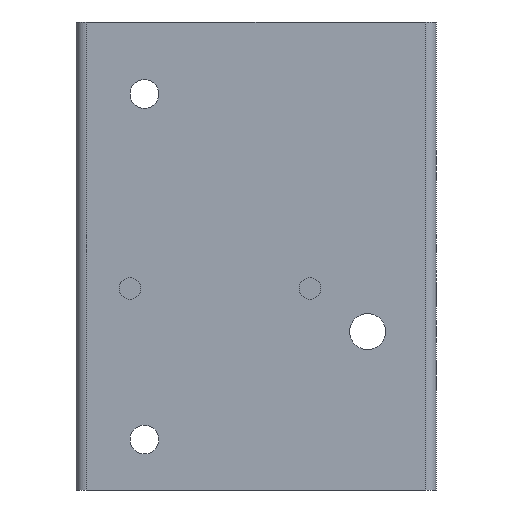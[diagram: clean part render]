
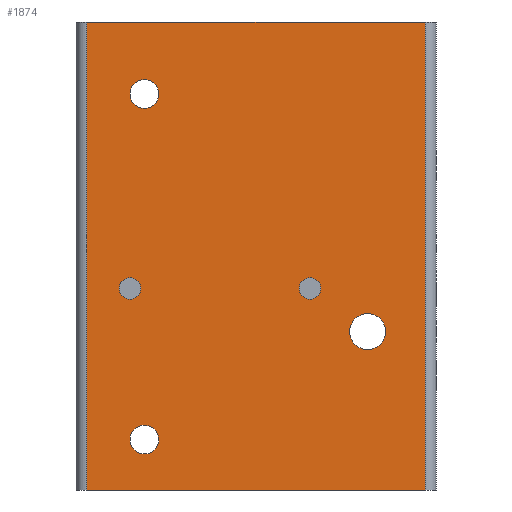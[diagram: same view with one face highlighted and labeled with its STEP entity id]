
A CAD part, left-side view. The second image highlights one B-rep face of the part: STEP entity #1874.
In plain terms, the highlighted planar face has unit normal (-1, 0, 0).
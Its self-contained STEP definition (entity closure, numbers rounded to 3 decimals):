
#1 = DIRECTION ( 'NONE',  ( -1., 0., 0. ) ) ;
#12 = DIRECTION ( 'NONE',  ( 0., 0., -1. ) ) ;
#55 = EDGE_CURVE ( 'NONE', #2078, #2715, #1060, .T. ) ;
#90 = AXIS2_PLACEMENT_3D ( 'NONE', #837, #2508, #1683 ) ;
#101 = CIRCLE ( 'NONE', #1685, 3. ) ;
#102 = CARTESIAN_POINT ( 'NONE',  ( -50., -31., 39. ) ) ;
#103 = EDGE_CURVE ( 'NONE', #2715, #1804, #319, .T. ) ;
#105 = ORIENTED_EDGE ( 'NONE', *, *, #1730, .F. ) ;
#145 = CARTESIAN_POINT ( 'NONE',  ( -50., 31., 18. ) ) ;
#160 = EDGE_CURVE ( 'NONE', #2023, #1091, #2661, .T. ) ;
#173 = ORIENTED_EDGE ( 'NONE', *, *, #1184, .T. ) ;
#221 = DIRECTION ( 'NONE',  ( -1., 0., 0. ) ) ;
#230 = AXIS2_PLACEMENT_3D ( 'NONE', #735, #2202, #1575 ) ;
#238 = CARTESIAN_POINT ( 'NONE',  ( -50., -47., 0. ) ) ;
#257 = CIRCLE ( 'NONE', #2105, 4. ) ;
#286 = CARTESIAN_POINT ( 'NONE',  ( -50., 35., 59. ) ) ;
#303 = ORIENTED_EDGE ( 'NONE', *, *, #2030, .T. ) ;
#319 = LINE ( 'NONE', #2400, #2140 ) ;
#327 = DIRECTION ( 'NONE',  ( 0., 0., 1. ) ) ;
#337 = CIRCLE ( 'NONE', #1823, 5. ) ;
#355 = CARTESIAN_POINT ( 'NONE',  ( -50., -47., 130. ) ) ;
#373 = VERTEX_POINT ( 'NONE', #145 ) ;
#428 = DIRECTION ( 'NONE',  ( 1., 0., 0. ) ) ;
#445 = ORIENTED_EDGE ( 'NONE', *, *, #2321, .F. ) ;
#473 = EDGE_CURVE ( 'NONE', #1556, #1804, #2560, .T. ) ;
#533 = AXIS2_PLACEMENT_3D ( 'NONE', #537, #2226, #327 ) ;
#537 = CARTESIAN_POINT ( 'NONE',  ( -50., 35., 56. ) ) ;
#542 = VECTOR ( 'NONE', #879, 1000. ) ;
#546 = ORIENTED_EDGE ( 'NONE', *, *, #473, .F. ) ;
#563 = LINE ( 'NONE', #575, #768 ) ;
#575 = CARTESIAN_POINT ( 'NONE',  ( -50., 47., 130. ) ) ;
#584 = ORIENTED_EDGE ( 'NONE', *, *, #1676, .T. ) ;
#665 = FACE_OUTER_BOUND ( 'NONE', #1047, .T. ) ;
#735 = CARTESIAN_POINT ( 'NONE',  ( -50., 31., 110. ) ) ;
#761 = EDGE_LOOP ( 'NONE', ( #445, #1818 ) ) ;
#768 = VECTOR ( 'NONE', #1609, 1000. ) ;
#827 = VERTEX_POINT ( 'NONE', #1057 ) ;
#837 = CARTESIAN_POINT ( 'NONE',  ( -50., 50., 130. ) ) ;
#841 = FACE_BOUND ( 'NONE', #2554, .T. ) ;
#843 = ORIENTED_EDGE ( 'NONE', *, *, #1853, .T. ) ;
#866 = PLANE ( 'NONE',  #90 ) ;
#870 = DIRECTION ( 'NONE',  ( 0., 0., -1. ) ) ;
#879 = DIRECTION ( 'NONE',  ( 0., -1., 0. ) ) ;
#899 = CARTESIAN_POINT ( 'NONE',  ( -50., -15., 56. ) ) ;
#902 = ORIENTED_EDGE ( 'NONE', *, *, #1488, .T. ) ;
#909 = CARTESIAN_POINT ( 'NONE',  ( -50., 35., 53. ) ) ;
#914 = EDGE_CURVE ( 'NONE', #373, #1151, #257, .T. ) ;
#921 = CARTESIAN_POINT ( 'NONE',  ( -50., 47., 0. ) ) ;
#953 = DIRECTION ( 'NONE',  ( 0., 0., 1. ) ) ;
#969 = AXIS2_PLACEMENT_3D ( 'NONE', #2416, #2243, #1809 ) ;
#987 = AXIS2_PLACEMENT_3D ( 'NONE', #899, #1, #1322 ) ;
#996 = CARTESIAN_POINT ( 'NONE',  ( -50., -15., 59. ) ) ;
#1047 = EDGE_LOOP ( 'NONE', ( #1419, #1580, #546, #173 ) ) ;
#1057 = CARTESIAN_POINT ( 'NONE',  ( -50., 31., 114. ) ) ;
#1060 = LINE ( 'NONE', #2587, #2029 ) ;
#1065 = AXIS2_PLACEMENT_3D ( 'NONE', #2640, #1167, #2013 ) ;
#1068 = VERTEX_POINT ( 'NONE', #1555 ) ;
#1091 = VERTEX_POINT ( 'NONE', #286 ) ;
#1151 = VERTEX_POINT ( 'NONE', #1749 ) ;
#1167 = DIRECTION ( 'NONE',  ( -1., 0., 0. ) ) ;
#1175 = AXIS2_PLACEMENT_3D ( 'NONE', #2740, #2709, #1693 ) ;
#1184 = EDGE_CURVE ( 'NONE', #1556, #2078, #563, .T. ) ;
#1194 = VERTEX_POINT ( 'NONE', #1633 ) ;
#1204 = VERTEX_POINT ( 'NONE', #996 ) ;
#1310 = CARTESIAN_POINT ( 'NONE',  ( -50., 50., 130. ) ) ;
#1322 = DIRECTION ( 'NONE',  ( 0., 0., 1. ) ) ;
#1325 = DIRECTION ( 'NONE',  ( 1., 0., 0. ) ) ;
#1419 = ORIENTED_EDGE ( 'NONE', *, *, #55, .T. ) ;
#1442 = FACE_BOUND ( 'NONE', #1517, .T. ) ;
#1488 = EDGE_CURVE ( 'NONE', #1682, #1068, #337, .T. ) ;
#1506 = CARTESIAN_POINT ( 'NONE',  ( -50., -15., 56. ) ) ;
#1517 = EDGE_LOOP ( 'NONE', ( #584, #2588 ) ) ;
#1555 = CARTESIAN_POINT ( 'NONE',  ( -50., -31., 49. ) ) ;
#1556 = VERTEX_POINT ( 'NONE', #2550 ) ;
#1568 = CIRCLE ( 'NONE', #969, 4. ) ;
#1575 = DIRECTION ( 'NONE',  ( 0., 0., -1. ) ) ;
#1576 = EDGE_CURVE ( 'NONE', #827, #1194, #1629, .T. ) ;
#1580 = ORIENTED_EDGE ( 'NONE', *, *, #103, .T. ) ;
#1596 = CIRCLE ( 'NONE', #533, 3. ) ;
#1609 = DIRECTION ( 'NONE',  ( 0., 0., -1. ) ) ;
#1629 = CIRCLE ( 'NONE', #230, 4. ) ;
#1633 = CARTESIAN_POINT ( 'NONE',  ( -50., 31., 106. ) ) ;
#1669 = EDGE_LOOP ( 'NONE', ( #303, #2593 ) ) ;
#1671 = EDGE_LOOP ( 'NONE', ( #105, #2072 ) ) ;
#1676 = EDGE_CURVE ( 'NONE', #1151, #373, #1568, .T. ) ;
#1682 = VERTEX_POINT ( 'NONE', #102 ) ;
#1683 = DIRECTION ( 'NONE',  ( 0., 1., 0. ) ) ;
#1685 = AXIS2_PLACEMENT_3D ( 'NONE', #1506, #221, #2352 ) ;
#1689 = CARTESIAN_POINT ( 'NONE',  ( -50., 31., 14. ) ) ;
#1693 = DIRECTION ( 'NONE',  ( 0., 0., -1. ) ) ;
#1730 = EDGE_CURVE ( 'NONE', #1091, #2023, #1596, .T. ) ;
#1749 = CARTESIAN_POINT ( 'NONE',  ( -50., 31., 10. ) ) ;
#1804 = VERTEX_POINT ( 'NONE', #355 ) ;
#1809 = DIRECTION ( 'NONE',  ( 0., 0., -1. ) ) ;
#1818 = ORIENTED_EDGE ( 'NONE', *, *, #2753, .F. ) ;
#1823 = AXIS2_PLACEMENT_3D ( 'NONE', #1940, #428, #870 ) ;
#1853 = EDGE_CURVE ( 'NONE', #1068, #1682, #2122, .T. ) ;
#1861 = CIRCLE ( 'NONE', #987, 3. ) ;
#1874 = ADVANCED_FACE ( 'NONE', ( #2057, #841, #1442, #1878, #665, #2145 ), #866, .F. ) ;
#1878 = FACE_BOUND ( 'NONE', #1669, .T. ) ;
#1940 = CARTESIAN_POINT ( 'NONE',  ( -50., -31., 44. ) ) ;
#1962 = DIRECTION ( 'NONE',  ( 0., -1., 0. ) ) ;
#2013 = DIRECTION ( 'NONE',  ( 0., 0., 1. ) ) ;
#2023 = VERTEX_POINT ( 'NONE', #909 ) ;
#2029 = VECTOR ( 'NONE', #1962, 1000. ) ;
#2030 = EDGE_CURVE ( 'NONE', #1194, #827, #2496, .T. ) ;
#2057 = FACE_BOUND ( 'NONE', #1671, .T. ) ;
#2072 = ORIENTED_EDGE ( 'NONE', *, *, #160, .F. ) ;
#2078 = VERTEX_POINT ( 'NONE', #921 ) ;
#2105 = AXIS2_PLACEMENT_3D ( 'NONE', #1689, #2132, #2552 ) ;
#2122 = CIRCLE ( 'NONE', #1175, 5. ) ;
#2132 = DIRECTION ( 'NONE',  ( 1., 0., 0. ) ) ;
#2140 = VECTOR ( 'NONE', #953, 1000. ) ;
#2145 = FACE_BOUND ( 'NONE', #761, .T. ) ;
#2202 = DIRECTION ( 'NONE',  ( 1., 0., 0. ) ) ;
#2226 = DIRECTION ( 'NONE',  ( -1., 0., 0. ) ) ;
#2243 = DIRECTION ( 'NONE',  ( 1., 0., 0. ) ) ;
#2285 = VERTEX_POINT ( 'NONE', #2382 ) ;
#2321 = EDGE_CURVE ( 'NONE', #1204, #2285, #1861, .T. ) ;
#2352 = DIRECTION ( 'NONE',  ( 0., 0., 1. ) ) ;
#2382 = CARTESIAN_POINT ( 'NONE',  ( -50., -15., 53. ) ) ;
#2400 = CARTESIAN_POINT ( 'NONE',  ( -50., -47., 130. ) ) ;
#2416 = CARTESIAN_POINT ( 'NONE',  ( -50., 31., 14. ) ) ;
#2437 = AXIS2_PLACEMENT_3D ( 'NONE', #2572, #1325, #12 ) ;
#2496 = CIRCLE ( 'NONE', #2437, 4. ) ;
#2508 = DIRECTION ( 'NONE',  ( 1., 0., 0. ) ) ;
#2550 = CARTESIAN_POINT ( 'NONE',  ( -50., 47., 130. ) ) ;
#2552 = DIRECTION ( 'NONE',  ( 0., 0., -1. ) ) ;
#2554 = EDGE_LOOP ( 'NONE', ( #902, #843 ) ) ;
#2560 = LINE ( 'NONE', #1310, #542 ) ;
#2572 = CARTESIAN_POINT ( 'NONE',  ( -50., 31., 110. ) ) ;
#2587 = CARTESIAN_POINT ( 'NONE',  ( -50., 50., 0. ) ) ;
#2588 = ORIENTED_EDGE ( 'NONE', *, *, #914, .T. ) ;
#2593 = ORIENTED_EDGE ( 'NONE', *, *, #1576, .T. ) ;
#2640 = CARTESIAN_POINT ( 'NONE',  ( -50., 35., 56. ) ) ;
#2661 = CIRCLE ( 'NONE', #1065, 3. ) ;
#2709 = DIRECTION ( 'NONE',  ( 1., 0., 0. ) ) ;
#2715 = VERTEX_POINT ( 'NONE', #238 ) ;
#2740 = CARTESIAN_POINT ( 'NONE',  ( -50., -31., 44. ) ) ;
#2753 = EDGE_CURVE ( 'NONE', #2285, #1204, #101, .T. ) ;
